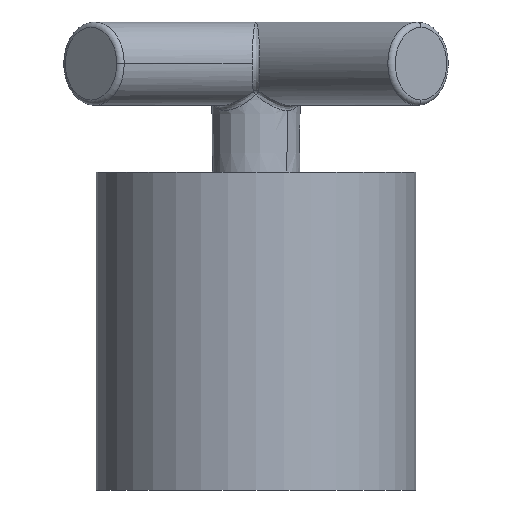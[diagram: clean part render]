
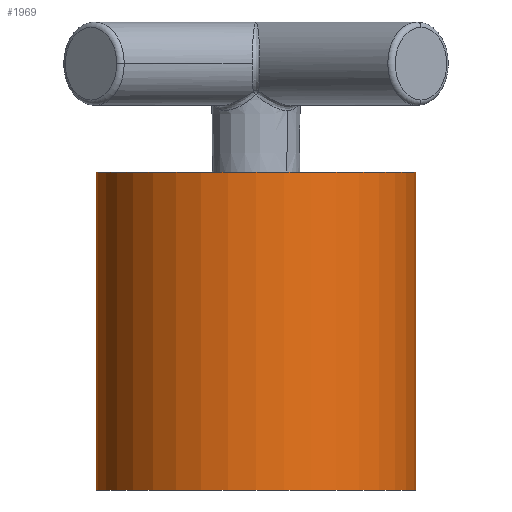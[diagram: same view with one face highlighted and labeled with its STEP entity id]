
A CAD part, front view. The second image highlights one B-rep face of the part: STEP entity #1969.
In plain terms, the highlighted cylindrical face has radius 24 mm (diameter 48 mm), a partial arc.
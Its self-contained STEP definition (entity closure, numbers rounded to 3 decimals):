
#4 = DIRECTION ( 'NONE',  ( 0., 0., 1. ) ) ;
#14 = LINE ( 'NONE', #673, #109 ) ;
#74 = EDGE_CURVE ( 'NONE', #896, #420, #1764, .T. ) ;
#76 = DIRECTION ( 'NONE',  ( 0., 1., 0. ) ) ;
#97 = ORIENTED_EDGE ( 'NONE', *, *, #1675, .F. ) ;
#109 = VECTOR ( 'NONE', #1278, 1000. ) ;
#147 = VECTOR ( 'NONE', #183, 1000. ) ;
#180 = CARTESIAN_POINT ( 'NONE',  ( 0., -47.7, 0. ) ) ;
#183 = DIRECTION ( 'NONE',  ( 0., 1., 0. ) ) ;
#206 = DIRECTION ( 'NONE',  ( 0., 1., 0. ) ) ;
#207 = CYLINDRICAL_SURFACE ( 'NONE', #311, 24. ) ;
#311 = AXIS2_PLACEMENT_3D ( 'NONE', #1671, #76, #1354 ) ;
#390 = VERTEX_POINT ( 'NONE', #1666 ) ;
#410 = ORIENTED_EDGE ( 'NONE', *, *, #1195, .F. ) ;
#420 = VERTEX_POINT ( 'NONE', #1518 ) ;
#527 = EDGE_LOOP ( 'NONE', ( #97, #736, #1324, #410 ) ) ;
#602 = CIRCLE ( 'NONE', #1587, 24. ) ;
#673 = CARTESIAN_POINT ( 'NONE',  ( 0., -47.7, 24. ) ) ;
#686 = CARTESIAN_POINT ( 'NONE',  ( 0., 0., 24. ) ) ;
#736 = ORIENTED_EDGE ( 'NONE', *, *, #74, .T. ) ;
#818 = VERTEX_POINT ( 'NONE', #686 ) ;
#846 = AXIS2_PLACEMENT_3D ( 'NONE', #180, #1468, #4 ) ;
#896 = VERTEX_POINT ( 'NONE', #1745 ) ;
#1026 = FACE_OUTER_BOUND ( 'NONE', #527, .T. ) ;
#1195 = EDGE_CURVE ( 'NONE', #390, #818, #602, .T. ) ;
#1278 = DIRECTION ( 'NONE',  ( 0., 1., 0. ) ) ;
#1324 = ORIENTED_EDGE ( 'NONE', *, *, #1821, .T. ) ;
#1354 = DIRECTION ( 'NONE',  ( 0., 0., 1. ) ) ;
#1374 = DIRECTION ( 'NONE',  ( 0., 0., 1. ) ) ;
#1468 = DIRECTION ( 'NONE',  ( 0., 1., 0. ) ) ;
#1518 = CARTESIAN_POINT ( 'NONE',  ( 0., -47.7, 24. ) ) ;
#1587 = AXIS2_PLACEMENT_3D ( 'NONE', #1653, #206, #1374 ) ;
#1653 = CARTESIAN_POINT ( 'NONE',  ( 0., 0., 0. ) ) ;
#1666 = CARTESIAN_POINT ( 'NONE',  ( 0., 0., -24. ) ) ;
#1671 = CARTESIAN_POINT ( 'NONE',  ( 0., -47.7, 0. ) ) ;
#1675 = EDGE_CURVE ( 'NONE', #896, #390, #1807, .T. ) ;
#1745 = CARTESIAN_POINT ( 'NONE',  ( 0., -47.7, -24. ) ) ;
#1764 = CIRCLE ( 'NONE', #846, 24. ) ;
#1807 = LINE ( 'NONE', #1816, #147 ) ;
#1816 = CARTESIAN_POINT ( 'NONE',  ( 0., -47.7, -24. ) ) ;
#1821 = EDGE_CURVE ( 'NONE', #420, #818, #14, .T. ) ;
#1969 = ADVANCED_FACE ( 'NONE', ( #1026 ), #207, .T. ) ;
